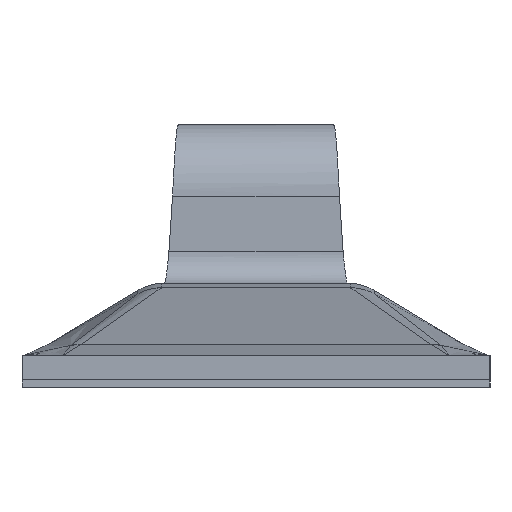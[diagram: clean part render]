
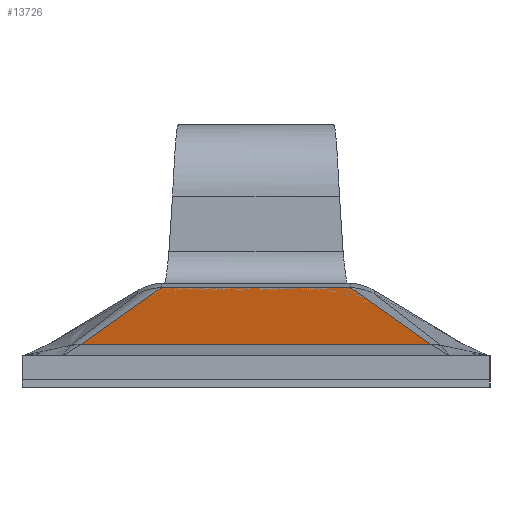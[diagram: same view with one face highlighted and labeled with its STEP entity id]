
A CAD part, front view. The second image highlights one B-rep face of the part: STEP entity #13726.
In plain terms, the highlighted face is planar.
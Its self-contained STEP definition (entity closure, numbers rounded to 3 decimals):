
#34 = CARTESIAN_POINT ( 'NONE',  ( 81.368, 5.687, -6.725 ) ) ;
#431 = VECTOR ( 'NONE', #6742, 1000. ) ;
#605 = PLANE ( 'NONE',  #13308 ) ;
#747 = DIRECTION ( 'NONE',  ( -0.989, -0.148, 0. ) ) ;
#803 = CARTESIAN_POINT ( 'NONE',  ( 65.35, 3.293, -10.086 ) ) ;
#834 = CARTESIAN_POINT ( 'NONE',  ( 61.366, 2.697, -11.02 ) ) ;
#1064 = CARTESIAN_POINT ( 'NONE',  ( 81.368, 5.687, 6.725 ) ) ;
#1094 = VERTEX_POINT ( 'NONE', #12551 ) ;
#1113 = EDGE_CURVE ( 'NONE', #1094, #13472, #8221, .T. ) ;
#1246 = LINE ( 'NONE', #2768, #11166 ) ;
#1524 = VERTEX_POINT ( 'NONE', #4596 ) ;
#1725 = DIRECTION ( 'NONE',  ( 0., 0., -1. ) ) ;
#1796 = CARTESIAN_POINT ( 'NONE',  ( 5.562, -5.642, 0. ) ) ;
#1855 = CARTESIAN_POINT ( 'NONE',  ( 69.347, 3.89, -9.21 ) ) ;
#2059 = CARTESIAN_POINT ( 'NONE',  ( 77.357, 5.087, -7.534 ) ) ;
#2337 = EDGE_LOOP ( 'NONE', ( #6097, #11284, #4750, #10252 ) ) ;
#2700 = FACE_OUTER_BOUND ( 'NONE', #2337, .T. ) ;
#2768 = CARTESIAN_POINT ( 'NONE',  ( 61.366, 2.697, 11.355 ) ) ;
#2889 = CARTESIAN_POINT ( 'NONE',  ( 71.349, 4.189, -8.786 ) ) ;
#3102 = CARTESIAN_POINT ( 'NONE',  ( 85.38, 6.286, -5.923 ) ) ;
#4199 = CARTESIAN_POINT ( 'NONE',  ( 65.35, 3.293, 10.086 ) ) ;
#4596 = CARTESIAN_POINT ( 'NONE',  ( 61.366, 2.697, 11.02 ) ) ;
#4750 = ORIENTED_EDGE ( 'NONE', *, *, #7689, .F. ) ;
#6097 = ORIENTED_EDGE ( 'NONE', *, *, #12773, .F. ) ;
#6287 = B_SPLINE_CURVE_WITH_KNOTS ( 'NONE', 3,
 ( #8505, #11634, #4199, #11309, #12415, #9151, #1064, #12668 ),
 .UNSPECIFIED., .F., .F.,
 ( 4, 2, 2, 4 ),
 ( 0., 0.006, 0.012, 0.025 ),
 .UNSPECIFIED. ) ;
#6742 = DIRECTION ( 'NONE',  ( 0., 0., 1. ) ) ;
#7152 = DIRECTION ( 'NONE',  ( -0.148, 0.989, 0. ) ) ;
#7689 = EDGE_CURVE ( 'NONE', #1524, #13472, #1246, .T. ) ;
#7907 = LINE ( 'NONE', #10826, #431 ) ;
#8221 = B_SPLINE_CURVE_WITH_KNOTS ( 'NONE', 3,
 ( #3102, #34, #2059, #2889, #1855, #803, #8458, #10414 ),
 .UNSPECIFIED., .F., .F.,
 ( 4, 2, 2, 4 ),
 ( 0., 0.012, 0.019, 0.025 ),
 .UNSPECIFIED. ) ;
#8458 = CARTESIAN_POINT ( 'NONE',  ( 63.354, 2.995, -10.536 ) ) ;
#8505 = CARTESIAN_POINT ( 'NONE',  ( 61.366, 2.697, 11.02 ) ) ;
#9151 = CARTESIAN_POINT ( 'NONE',  ( 77.357, 5.087, 7.534 ) ) ;
#9731 = CARTESIAN_POINT ( 'NONE',  ( 85.38, 6.286, 5.923 ) ) ;
#10252 = ORIENTED_EDGE ( 'NONE', *, *, #11573, .T. ) ;
#10414 = CARTESIAN_POINT ( 'NONE',  ( 61.366, 2.697, -11.02 ) ) ;
#10826 = CARTESIAN_POINT ( 'NONE',  ( 85.38, 6.286, 6.75 ) ) ;
#11032 = VERTEX_POINT ( 'NONE', #9731 ) ;
#11166 = VECTOR ( 'NONE', #1725, 1000. ) ;
#11284 = ORIENTED_EDGE ( 'NONE', *, *, #1113, .T. ) ;
#11309 = CARTESIAN_POINT ( 'NONE',  ( 69.347, 3.89, 9.21 ) ) ;
#11573 = EDGE_CURVE ( 'NONE', #1524, #11032, #6287, .T. ) ;
#11634 = CARTESIAN_POINT ( 'NONE',  ( 63.354, 2.995, 10.536 ) ) ;
#12415 = CARTESIAN_POINT ( 'NONE',  ( 71.349, 4.189, 8.786 ) ) ;
#12551 = CARTESIAN_POINT ( 'NONE',  ( 85.38, 6.286, -5.923 ) ) ;
#12668 = CARTESIAN_POINT ( 'NONE',  ( 85.38, 6.286, 5.923 ) ) ;
#12773 = EDGE_CURVE ( 'NONE', #1094, #11032, #7907, .T. ) ;
#13308 = AXIS2_PLACEMENT_3D ( 'NONE', #1796, #7152, #747 ) ;
#13472 = VERTEX_POINT ( 'NONE', #834 ) ;
#13726 = ADVANCED_FACE ( 'NONE', ( #2700 ), #605, .T. ) ;
